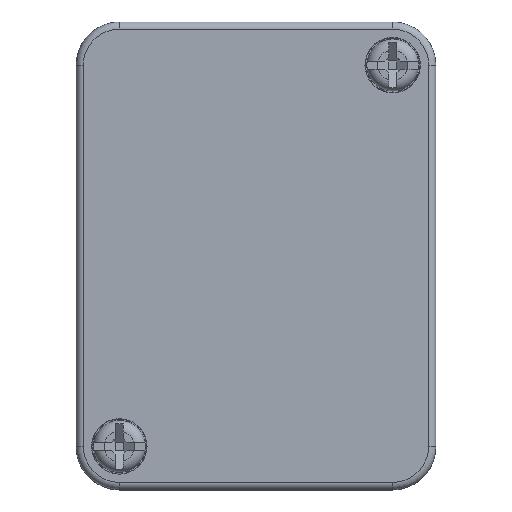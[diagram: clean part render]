
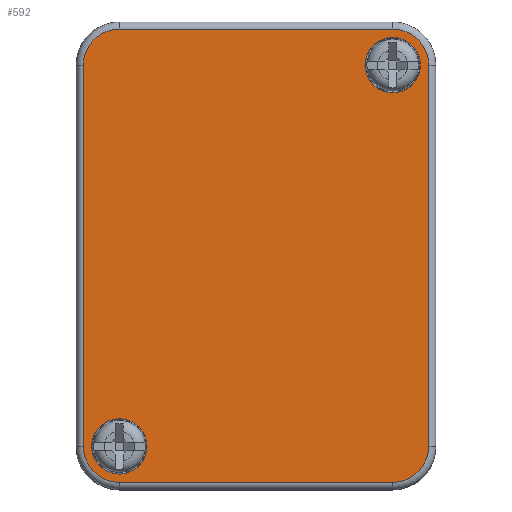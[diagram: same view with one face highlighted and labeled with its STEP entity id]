
A CAD part, top view. The second image highlights one B-rep face of the part: STEP entity #592.
In plain terms, the highlighted planar face has unit normal (0, 0, 1).
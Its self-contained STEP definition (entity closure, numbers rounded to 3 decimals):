
#592 = ADVANCED_FACE( '', ( #1416, #1417, #1418 ), #1419, .F. );
#1416 = FACE_BOUND( '', #2530, .T. );
#1417 = FACE_BOUND( '', #2531, .T. );
#1418 = FACE_OUTER_BOUND( '', #2532, .T. );
#1419 = PLANE( '', #2533 );
#2530 = EDGE_LOOP( '', ( #4090 ) );
#2531 = EDGE_LOOP( '', ( #4091 ) );
#2532 = EDGE_LOOP( '', ( #4092, #4093, #4094, #4095, #4096, #4097, #4098, #4099 ) );
#2533 = AXIS2_PLACEMENT_3D( '', #4100, #4101, #4102 );
#4090 = ORIENTED_EDGE( '', *, *, #6367, .F. );
#4091 = ORIENTED_EDGE( '', *, *, #6699, .F. );
#4092 = ORIENTED_EDGE( '', *, *, #6700, .T. );
#4093 = ORIENTED_EDGE( '', *, *, #6701, .F. );
#4094 = ORIENTED_EDGE( '', *, *, #6702, .T. );
#4095 = ORIENTED_EDGE( '', *, *, #6597, .T. );
#4096 = ORIENTED_EDGE( '', *, *, #6382, .F. );
#4097 = ORIENTED_EDGE( '', *, *, #6415, .T. );
#4098 = ORIENTED_EDGE( '', *, *, #6703, .F. );
#4099 = ORIENTED_EDGE( '', *, *, #6704, .F. );
#4100 = CARTESIAN_POINT( '', ( -24., 26.5, 10. ) );
#4101 = DIRECTION( '', ( 0., 0., -1. ) );
#4102 = DIRECTION( '', ( -1., 0., 0. ) );
#6367 = EDGE_CURVE( '', #7576, #7576, #7577, .T. );
#6382 = EDGE_CURVE( '', #7601, #7603, #7604, .T. );
#6415 = EDGE_CURVE( '', #7601, #7658, #7660, .T. );
#6597 = EDGE_CURVE( '', #7962, #7603, #7963, .T. );
#6699 = EDGE_CURVE( '', #8133, #8133, #8134, .T. );
#6700 = EDGE_CURVE( '', #8135, #8136, #8137, .T. );
#6701 = EDGE_CURVE( '', #8138, #8136, #8139, .T. );
#6702 = EDGE_CURVE( '', #8138, #7962, #8140, .T. );
#6703 = EDGE_CURVE( '', #8141, #7658, #8142, .T. );
#6704 = EDGE_CURVE( '', #8135, #8141, #8143, .T. );
#7576 = VERTEX_POINT( '', #9287 );
#7577 = CIRCLE( '', #9288, 3.852 );
#7601 = VERTEX_POINT( '', #9328 );
#7603 = VERTEX_POINT( '', #9330 );
#7604 = CIRCLE( '', #9331, 5. );
#7658 = VERTEX_POINT( '', #9411 );
#7660 = LINE( '', #9413, #9414 );
#7962 = VERTEX_POINT( '', #9829 );
#7963 = LINE( '', #9830, #9831 );
#8133 = VERTEX_POINT( '', #10052 );
#8134 = CIRCLE( '', #10053, 3.852 );
#8135 = VERTEX_POINT( '', #10054 );
#8136 = VERTEX_POINT( '', #10055 );
#8137 = CIRCLE( '', #10056, 5. );
#8138 = VERTEX_POINT( '', #10057 );
#8139 = LINE( '', #10058, #10059 );
#8140 = CIRCLE( '', #10060, 5. );
#8141 = VERTEX_POINT( '', #10061 );
#8142 = CIRCLE( '', #10062, 5. );
#8143 = LINE( '', #10063, #10064 );
#9287 = CARTESIAN_POINT( '', ( -15.148, -26.5, 10. ) );
#9288 = AXIS2_PLACEMENT_3D( '', #11488, #11489, #11490 );
#9328 = CARTESIAN_POINT( '', ( -24., 26.5, 10. ) );
#9330 = CARTESIAN_POINT( '', ( -19., 31.5, 10. ) );
#9331 = AXIS2_PLACEMENT_3D( '', #11507, #11508, #11509 );
#9411 = CARTESIAN_POINT( '', ( -24., -26.5, 10. ) );
#9413 = CARTESIAN_POINT( '', ( -24., 26.5, 10. ) );
#9414 = VECTOR( '', #11542, 1000. );
#9829 = CARTESIAN_POINT( '', ( 19., 31.5, 10. ) );
#9830 = CARTESIAN_POINT( '', ( 19., 31.5, 10. ) );
#9831 = VECTOR( '', #11782, 1000. );
#10052 = CARTESIAN_POINT( '', ( 22.852, 26.5, 10. ) );
#10053 = AXIS2_PLACEMENT_3D( '', #11939, #11940, #11941 );
#10054 = CARTESIAN_POINT( '', ( 19., -31.5, 10. ) );
#10055 = CARTESIAN_POINT( '', ( 24., -26.5, 10. ) );
#10056 = AXIS2_PLACEMENT_3D( '', #11942, #11943, #11944 );
#10057 = CARTESIAN_POINT( '', ( 24., 26.5, 10. ) );
#10058 = CARTESIAN_POINT( '', ( 24., 26.5, 10. ) );
#10059 = VECTOR( '', #11945, 1000. );
#10060 = AXIS2_PLACEMENT_3D( '', #11946, #11947, #11948 );
#10061 = CARTESIAN_POINT( '', ( -19., -31.5, 10. ) );
#10062 = AXIS2_PLACEMENT_3D( '', #11949, #11950, #11951 );
#10063 = CARTESIAN_POINT( '', ( 19., -31.5, 10. ) );
#10064 = VECTOR( '', #11952, 1000. );
#11488 = CARTESIAN_POINT( '', ( -19., -26.5, 10. ) );
#11489 = DIRECTION( '', ( 0., 0., 1. ) );
#11490 = DIRECTION( '', ( 1., 0., 0. ) );
#11507 = CARTESIAN_POINT( '', ( -19., 26.5, 10. ) );
#11508 = DIRECTION( '', ( 0., 0., -1. ) );
#11509 = DIRECTION( '', ( -1., 0., 0. ) );
#11542 = DIRECTION( '', ( 0., -1., 0. ) );
#11782 = DIRECTION( '', ( -1., 0., 0. ) );
#11939 = CARTESIAN_POINT( '', ( 19., 26.5, 10. ) );
#11940 = DIRECTION( '', ( 0., 0., 1. ) );
#11941 = DIRECTION( '', ( 1., 0., 0. ) );
#11942 = CARTESIAN_POINT( '', ( 19., -26.5, 10. ) );
#11943 = DIRECTION( '', ( 0., 0., 1. ) );
#11944 = DIRECTION( '', ( 1., 0., 0. ) );
#11945 = DIRECTION( '', ( 0., -1., 0. ) );
#11946 = CARTESIAN_POINT( '', ( 19., 26.5, 10. ) );
#11947 = DIRECTION( '', ( 0., 0., 1. ) );
#11948 = DIRECTION( '', ( 1., 0., 0. ) );
#11949 = CARTESIAN_POINT( '', ( -19., -26.5, 10. ) );
#11950 = DIRECTION( '', ( 0., 0., -1. ) );
#11951 = DIRECTION( '', ( -1., 0., 0. ) );
#11952 = DIRECTION( '', ( -1., 0., 0. ) );
